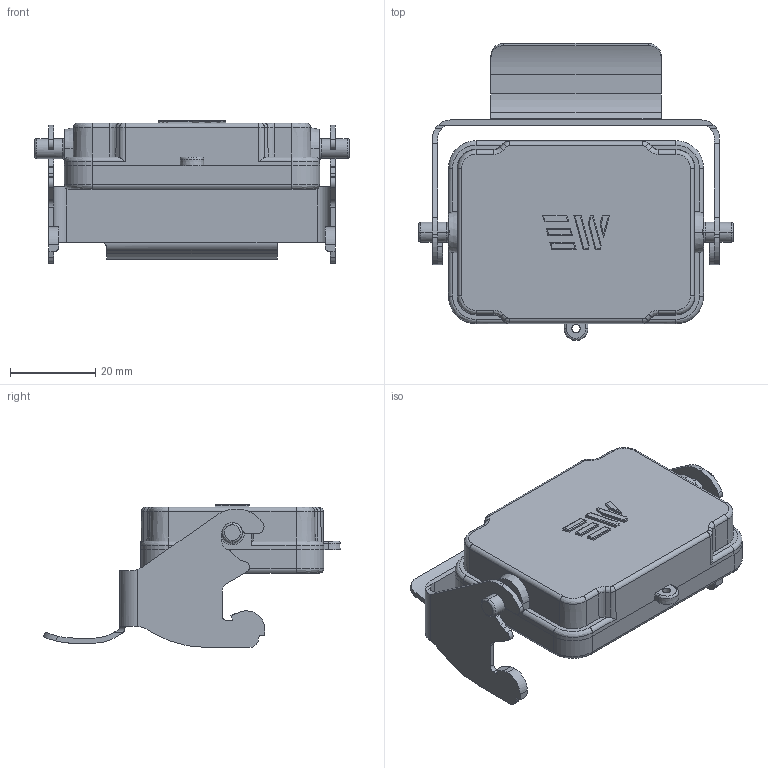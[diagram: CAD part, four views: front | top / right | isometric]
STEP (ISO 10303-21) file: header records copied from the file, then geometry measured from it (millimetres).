
FILE_DESCRIPTION (( 'STEP AP203' ), '1' );
FILE_NAME ('29646S.step', '2025-02-12T17:36:22', ( '' ), ( '' ), 'SwSTEP 2.0', 'SolidWorks 2024', '' );
FILE_SCHEMA (( 'CONFIG_CONTROL_DESIGN' ));
Length unit declared in the file: inch
Products named in the file (1): 29646S
Bounding box: 74 x 69.85 x 33.6 mm (x, y, z)
Volume: 15648.9 mm3; surface area: 16854.3 mm2
Topology: 1 solids, 1 shells, 391 faces, 997 edges, 619 vertices
Faces by surface type: cylinder 160, plane 148, bspline 45, cone 34, torus 4
Entity records: 13575 total; most frequent: CARTESIAN_POINT 4463, ORIENTED_EDGE 1994, DIRECTION 1760, EDGE_CURVE 997, VERTEX_POINT 619, AXIS2_PLACEMENT_3D 592, LINE 576, VECTOR 576
